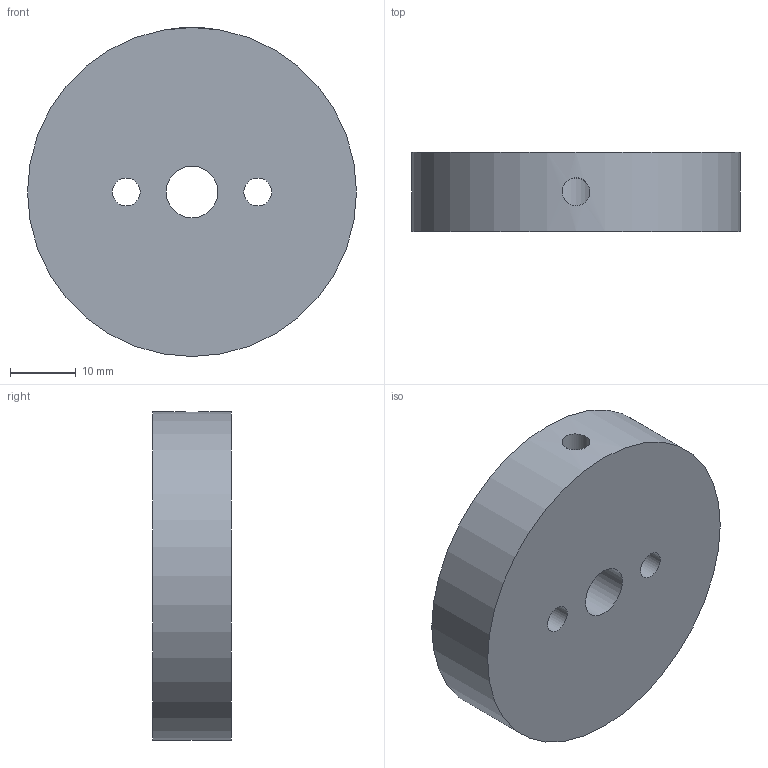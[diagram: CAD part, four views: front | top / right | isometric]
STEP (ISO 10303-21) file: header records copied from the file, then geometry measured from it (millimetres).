
FILE_DESCRIPTION(/* description */ (''),/* implementation_level */ '2;1');
FILE_NAME(/* name */ 'Blade Adapter.step',/* time_stamp */ '2019-12-08T12:36:49+01:00',/* author */ (''),/* organization */ (''),/* preprocessor_version */ 'ST-DEVELOPER v18',/* originating_system */ 'Autodesk Translation Framework v8.12.0.6',/* authorisation */ '');
FILE_SCHEMA (('AUTOMOTIVE_DESIGN { 1 0 10303 214 3 1 1 }'));
Length unit declared in the file: millimetre
Products named in the file (2): Blade Adapter; Blade Adapter_1
Assembly tree (1 placements, depth 2):
  Blade Adapter
    Blade Adapter_1
Bounding box: 50 x 12 x 50 mm (x, y, z)
Volume: 22337.7 mm3; surface area: 6529.3 mm2
Topology: 1 solids, 1 shells, 7 faces, 19 edges, 14 vertices
Faces by surface type: cylinder 5, plane 2
Full cylindrical faces by diameter (mm): 4.234 x3, 7.9 x1, 50 x1
Entity records: 364 total; most frequent: CARTESIAN_POINT 111, DIRECTION 45, ORIENTED_EDGE 38, AXIS2_PLACEMENT_3D 20, EDGE_CURVE 19, EDGE_LOOP 15, VERTEX_POINT 14, CIRCLE 10
